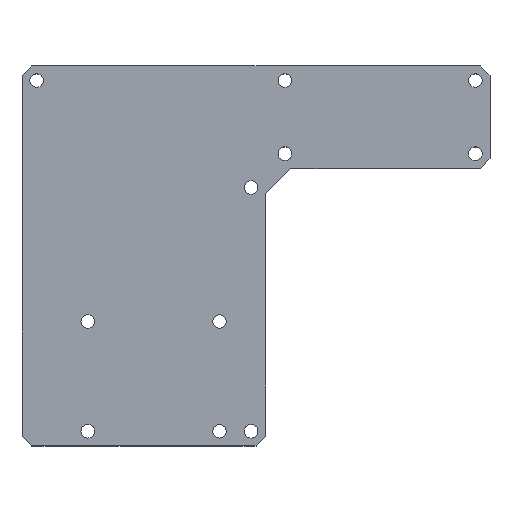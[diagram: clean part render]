
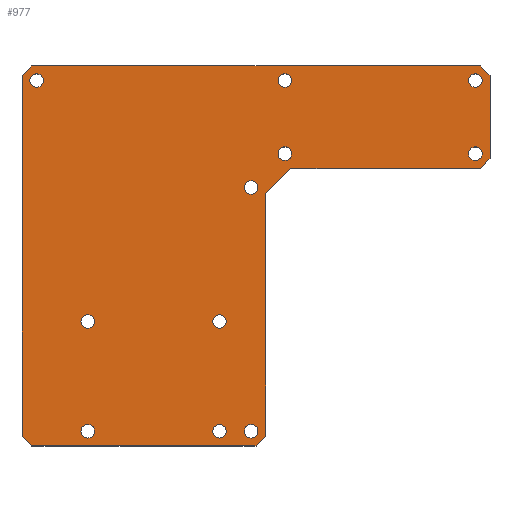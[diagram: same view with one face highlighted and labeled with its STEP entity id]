
A CAD part, top view. The second image highlights one B-rep face of the part: STEP entity #977.
In plain terms, the highlighted planar face has unit normal (0, 0, 1).
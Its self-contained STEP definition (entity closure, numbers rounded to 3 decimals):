
#52=FACE_BOUND('',#176,.T.);
#53=FACE_BOUND('',#177,.T.);
#54=FACE_BOUND('',#178,.T.);
#55=FACE_BOUND('',#179,.T.);
#56=FACE_BOUND('',#180,.T.);
#57=FACE_BOUND('',#181,.T.);
#58=FACE_BOUND('',#182,.T.);
#59=FACE_BOUND('',#183,.T.);
#60=FACE_BOUND('',#184,.T.);
#61=FACE_BOUND('',#185,.T.);
#62=FACE_BOUND('',#186,.T.);
#112=FACE_OUTER_BOUND('',#175,.T.);
#175=EDGE_LOOP('',(#879,#880,#881,#882,#883,#884,#885,#886,#887,#888,#889,
#890));
#176=EDGE_LOOP('',(#891));
#177=EDGE_LOOP('',(#892));
#178=EDGE_LOOP('',(#893));
#179=EDGE_LOOP('',(#894));
#180=EDGE_LOOP('',(#895));
#181=EDGE_LOOP('',(#896));
#182=EDGE_LOOP('',(#897));
#183=EDGE_LOOP('',(#898));
#184=EDGE_LOOP('',(#899));
#185=EDGE_LOOP('',(#900));
#186=EDGE_LOOP('',(#901));
#190=CIRCLE('',#1007,1.4);
#194=CIRCLE('',#1014,1.4);
#198=CIRCLE('',#1021,1.4);
#202=CIRCLE('',#1028,1.4);
#206=CIRCLE('',#1035,1.4);
#210=CIRCLE('',#1042,1.4);
#214=CIRCLE('',#1049,1.4);
#218=CIRCLE('',#1056,1.4);
#226=CIRCLE('',#1069,1.4);
#230=CIRCLE('',#1076,1.4);
#234=CIRCLE('',#1083,1.4);
#288=LINE('',#1598,#375);
#292=LINE('',#1605,#379);
#294=LINE('',#1610,#381);
#297=LINE('',#1616,#384);
#300=LINE('',#1621,#387);
#304=LINE('',#1627,#391);
#308=LINE('',#1635,#395);
#311=LINE('',#1639,#398);
#317=LINE('',#1648,#404);
#318=LINE('',#1650,#405);
#319=LINE('',#1653,#406);
#321=LINE('',#1656,#408);
#375=VECTOR('',#1322,10.);
#379=VECTOR('',#1328,10.);
#381=VECTOR('',#1332,10.);
#384=VECTOR('',#1337,10.);
#387=VECTOR('',#1342,10.);
#391=VECTOR('',#1348,10.);
#395=VECTOR('',#1354,10.);
#398=VECTOR('',#1359,10.);
#404=VECTOR('',#1371,10.);
#405=VECTOR('',#1374,10.);
#406=VECTOR('',#1377,10.);
#408=VECTOR('',#1381,10.);
#414=VERTEX_POINT('',#1399);
#418=VERTEX_POINT('',#1412);
#422=VERTEX_POINT('',#1425);
#430=VERTEX_POINT('',#1446);
#438=VERTEX_POINT('',#1467);
#445=VERTEX_POINT('',#1486);
#452=VERTEX_POINT('',#1505);
#458=VERTEX_POINT('',#1522);
#470=VERTEX_POINT('',#1556);
#474=VERTEX_POINT('',#1570);
#482=VERTEX_POINT('',#1591);
#483=VERTEX_POINT('',#1595);
#484=VERTEX_POINT('',#1597);
#486=VERTEX_POINT('',#1603);
#487=VERTEX_POINT('',#1607);
#488=VERTEX_POINT('',#1609);
#489=VERTEX_POINT('',#1613);
#490=VERTEX_POINT('',#1615);
#491=VERTEX_POINT('',#1619);
#492=VERTEX_POINT('',#1626);
#494=VERTEX_POINT('',#1632);
#495=VERTEX_POINT('',#1634);
#496=VERTEX_POINT('',#1652);
#504=EDGE_CURVE('',#414,#414,#190,.T.);
#510=EDGE_CURVE('',#418,#418,#194,.T.);
#516=EDGE_CURVE('',#422,#422,#198,.T.);
#526=EDGE_CURVE('',#430,#430,#202,.T.);
#536=EDGE_CURVE('',#438,#438,#206,.T.);
#545=EDGE_CURVE('',#445,#445,#210,.T.);
#554=EDGE_CURVE('',#452,#452,#214,.T.);
#562=EDGE_CURVE('',#458,#458,#218,.T.);
#579=EDGE_CURVE('',#470,#470,#226,.T.);
#586=EDGE_CURVE('',#474,#474,#230,.T.);
#596=EDGE_CURVE('',#482,#482,#234,.T.);
#598=EDGE_CURVE('',#483,#484,#288,.T.);
#602=EDGE_CURVE('',#483,#486,#292,.T.);
#604=EDGE_CURVE('',#487,#488,#294,.T.);
#607=EDGE_CURVE('',#489,#490,#297,.T.);
#610=EDGE_CURVE('',#489,#491,#300,.T.);
#614=EDGE_CURVE('',#492,#490,#304,.T.);
#618=EDGE_CURVE('',#494,#495,#308,.T.);
#621=EDGE_CURVE('',#487,#495,#311,.T.);
#627=EDGE_CURVE('',#494,#484,#317,.T.);
#628=EDGE_CURVE('',#492,#486,#318,.T.);
#629=EDGE_CURVE('',#496,#488,#319,.T.);
#631=EDGE_CURVE('',#491,#496,#321,.T.);
#879=ORIENTED_EDGE('',*,*,#607,.F.);
#880=ORIENTED_EDGE('',*,*,#610,.T.);
#881=ORIENTED_EDGE('',*,*,#631,.T.);
#882=ORIENTED_EDGE('',*,*,#629,.T.);
#883=ORIENTED_EDGE('',*,*,#604,.F.);
#884=ORIENTED_EDGE('',*,*,#621,.T.);
#885=ORIENTED_EDGE('',*,*,#618,.F.);
#886=ORIENTED_EDGE('',*,*,#627,.T.);
#887=ORIENTED_EDGE('',*,*,#598,.F.);
#888=ORIENTED_EDGE('',*,*,#602,.T.);
#889=ORIENTED_EDGE('',*,*,#628,.F.);
#890=ORIENTED_EDGE('',*,*,#614,.T.);
#891=ORIENTED_EDGE('',*,*,#504,.T.);
#892=ORIENTED_EDGE('',*,*,#510,.T.);
#893=ORIENTED_EDGE('',*,*,#516,.T.);
#894=ORIENTED_EDGE('',*,*,#526,.T.);
#895=ORIENTED_EDGE('',*,*,#536,.T.);
#896=ORIENTED_EDGE('',*,*,#545,.T.);
#897=ORIENTED_EDGE('',*,*,#554,.T.);
#898=ORIENTED_EDGE('',*,*,#562,.T.);
#899=ORIENTED_EDGE('',*,*,#579,.T.);
#900=ORIENTED_EDGE('',*,*,#586,.T.);
#901=ORIENTED_EDGE('',*,*,#596,.T.);
#927=PLANE('',#1098);
#977=ADVANCED_FACE('',(#112,#52,#53,#54,#55,#56,#57,#58,#59,#60,#61,#62),
#927,.F.);
#1007=AXIS2_PLACEMENT_3D('',#1401,#1117,#1118);
#1014=AXIS2_PLACEMENT_3D('',#1414,#1133,#1134);
#1021=AXIS2_PLACEMENT_3D('',#1427,#1149,#1150);
#1028=AXIS2_PLACEMENT_3D('',#1448,#1169,#1170);
#1035=AXIS2_PLACEMENT_3D('',#1469,#1189,#1190);
#1042=AXIS2_PLACEMENT_3D('',#1488,#1208,#1209);
#1049=AXIS2_PLACEMENT_3D('',#1507,#1227,#1228);
#1056=AXIS2_PLACEMENT_3D('',#1524,#1245,#1246);
#1069=AXIS2_PLACEMENT_3D('',#1558,#1280,#1281);
#1076=AXIS2_PLACEMENT_3D('',#1572,#1297,#1298);
#1083=AXIS2_PLACEMENT_3D('',#1593,#1317,#1318);
#1098=AXIS2_PLACEMENT_3D('',#1657,#1382,#1383);
#1117=DIRECTION('center_axis',(0.,0.,
-1.));
#1118=DIRECTION('ref_axis',(-1.,0.,0.));
#1133=DIRECTION('center_axis',(0.,0.,
-1.));
#1134=DIRECTION('ref_axis',(-1.,0.,0.));
#1149=DIRECTION('center_axis',(0.,0.,
-1.));
#1150=DIRECTION('ref_axis',(-1.,0.,0.));
#1169=DIRECTION('center_axis',(0.,0.,
-1.));
#1170=DIRECTION('ref_axis',(-1.,0.,0.));
#1189=DIRECTION('center_axis',(0.,0.,
-1.));
#1190=DIRECTION('ref_axis',(-1.,0.,0.));
#1208=DIRECTION('center_axis',(0.,0.,
-1.));
#1209=DIRECTION('ref_axis',(-1.,0.,0.));
#1227=DIRECTION('center_axis',(0.,0.,
-1.));
#1228=DIRECTION('ref_axis',(-1.,0.,0.));
#1245=DIRECTION('center_axis',(0.,0.,
-1.));
#1246=DIRECTION('ref_axis',(-1.,0.,0.));
#1280=DIRECTION('center_axis',(0.,0.,
-1.));
#1281=DIRECTION('ref_axis',(-1.,0.,0.));
#1297=DIRECTION('center_axis',(0.,0.,
-1.));
#1298=DIRECTION('ref_axis',(-1.,0.,0.));
#1317=DIRECTION('center_axis',(0.,0.,
-1.));
#1318=DIRECTION('ref_axis',(-1.,0.,0.));
#1322=DIRECTION('',(0.707,0.707,0.));
#1328=DIRECTION('',(0.,-1.,0.));
#1332=DIRECTION('',(-0.707,-0.707,0.));
#1337=DIRECTION('',(-0.707,-0.707,0.));
#1342=DIRECTION('',(0.,1.,0.));
#1348=DIRECTION('',(1.,0.,0.));
#1354=DIRECTION('',(0.707,-0.707,0.));
#1359=DIRECTION('',(0.,1.,0.));
#1371=DIRECTION('',(-1.,0.,0.));
#1374=DIRECTION('',(-0.707,0.707,0.));
#1377=DIRECTION('',(1.,0.,0.));
#1381=DIRECTION('',(0.707,0.707,0.));
#1382=DIRECTION('center_axis',(0.,0.,
-1.));
#1383=DIRECTION('ref_axis',(-1.,0.,0.));
#1399=CARTESIAN_POINT('',(-33.1,-35.965,20.));
#1401=CARTESIAN_POINT('Origin',(-34.5,-35.965,20.));
#1412=CARTESIAN_POINT('',(-33.1,-13.465,20.));
#1414=CARTESIAN_POINT('Origin',(-34.5,-13.465,20.));
#1425=CARTESIAN_POINT('',(-6.1,-13.465,20.));
#1427=CARTESIAN_POINT('Origin',(-7.5,-13.465,20.));
#1446=CARTESIAN_POINT('',(-43.6,35.965,20.));
#1448=CARTESIAN_POINT('Origin',(-45.,35.965,20.));
#1467=CARTESIAN_POINT('',(46.4,20.965,20.));
#1469=CARTESIAN_POINT('Origin',(45.,20.965,20.));
#1486=CARTESIAN_POINT('',(0.4,14.036,20.));
#1488=CARTESIAN_POINT('Origin',(-1.,14.036,20.));
#1505=CARTESIAN_POINT('',(7.329,20.965,20.));
#1507=CARTESIAN_POINT('Origin',(5.929,20.965,20.));
#1522=CARTESIAN_POINT('',(7.329,35.965,20.));
#1524=CARTESIAN_POINT('Origin',(5.929,35.965,20.));
#1556=CARTESIAN_POINT('',(0.4,-35.965,20.));
#1558=CARTESIAN_POINT('Origin',(-1.,-35.965,20.));
#1570=CARTESIAN_POINT('',(-6.1,-35.965,20.));
#1572=CARTESIAN_POINT('Origin',(-7.5,-35.965,20.));
#1591=CARTESIAN_POINT('',(46.4,35.965,20.));
#1593=CARTESIAN_POINT('Origin',(45.,35.965,20.));
#1595=CARTESIAN_POINT('',(-48.,36.965,20.));
#1597=CARTESIAN_POINT('',(-46.,38.965,20.));
#1598=CARTESIAN_POINT('',(-44.741,40.224,20.));
#1603=CARTESIAN_POINT('',(-48.,-36.965,20.));
#1605=CARTESIAN_POINT('',(-48.,19.483,20.));
#1607=CARTESIAN_POINT('',(48.,19.965,20.));
#1609=CARTESIAN_POINT('',(46.,17.965,20.));
#1610=CARTESIAN_POINT('',(30.509,2.474,20.));
#1613=CARTESIAN_POINT('',(2.,-36.965,20.));
#1615=CARTESIAN_POINT('',(0.,-38.965,20.));
#1616=CARTESIAN_POINT('',(10.241,-28.724,20.));
#1619=CARTESIAN_POINT('',(2.,12.793,20.));
#1621=CARTESIAN_POINT('',(2.,-19.483,20.));
#1626=CARTESIAN_POINT('',(-46.,-38.965,20.));
#1627=CARTESIAN_POINT('',(-24.,-38.965,20.));
#1632=CARTESIAN_POINT('',(46.,38.965,20.));
#1634=CARTESIAN_POINT('',(48.,36.965,20.));
#1635=CARTESIAN_POINT('',(44.741,40.224,20.));
#1639=CARTESIAN_POINT('',(48.,8.983,20.));
#1648=CARTESIAN_POINT('',(24.,38.965,20.));
#1650=CARTESIAN_POINT('',(-44.741,-40.224,20.));
#1652=CARTESIAN_POINT('',(7.172,17.965,20.));
#1653=CARTESIAN_POINT('',(3.586,17.965,20.));
#1656=CARTESIAN_POINT('',(-1.698,9.095,20.));
#1657=CARTESIAN_POINT('Origin',(0.,0.,20.));
